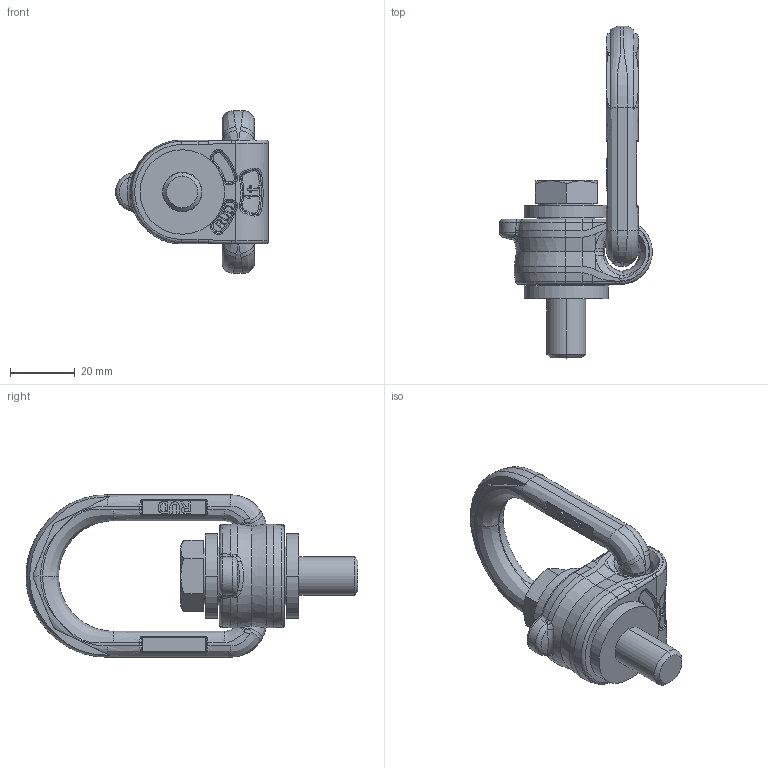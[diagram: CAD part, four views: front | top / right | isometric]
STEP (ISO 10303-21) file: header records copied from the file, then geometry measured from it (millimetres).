
FILE_DESCRIPTION((''),'2;1');
FILE_NAME('001-M34979-P-1_ASM','2014-06-18T',('Andreas.Wendler'),(''),'PRO/ENGINEER BY PARAMETRIC TECHNOLOGY CORPORATION, 2010140','PRO/ENGINEER BY PARAMETRIC TECHNOLOGY CORPORATION, 2010140','');
FILE_SCHEMA(('CONFIG_CONTROL_DESIGN'));
Products named in the file (4): 001-M34979-P-2; 001-M34980-P-1; 001-M34896-P-1; 001-M34979-P-1_ASM
Assembly tree (3 placements, depth 2):
  001-M34979-P-1_ASM
    001-M34979-P-2
    001-M34980-P-1
    001-M34896-P-1
Bounding box: 47 x 102.15 x 50 mm (x, y, z)
Volume: 41551.2 mm3; surface area: 17229.1 mm2
Topology: 3 solids, 3 shells, 925 faces, 2415 edges, 1531 vertices
Faces by surface type: plane 471, bspline 354, cylinder 77, cone 17, torus 6
Entity records: 65380 total; most frequent: CARTESIAN_POINT 45187, ORIENTED_EDGE 4826, DIRECTION 3020, EDGE_CURVE 2413, VERTEX_POINT 1531, VECTOR 1392, LINE 1392, EDGE_LOOP 968
